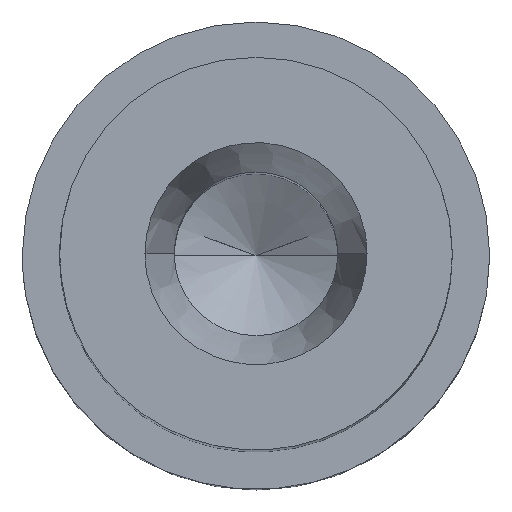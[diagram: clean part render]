
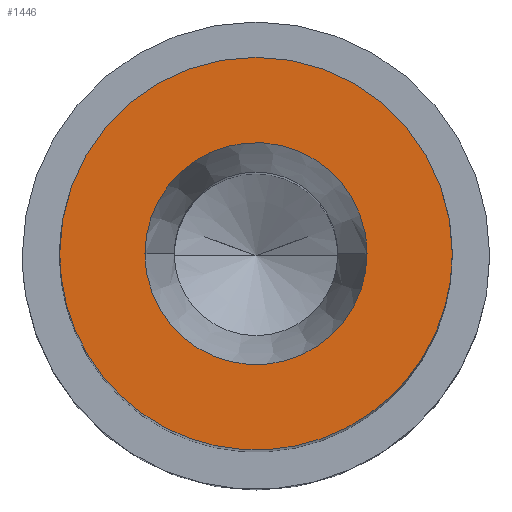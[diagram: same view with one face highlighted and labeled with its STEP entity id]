
A CAD part, top view. The second image highlights one B-rep face of the part: STEP entity #1446.
In plain terms, the highlighted planar face has unit normal (0, 0, 1).
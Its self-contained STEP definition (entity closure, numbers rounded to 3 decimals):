
#1280=AXIS2_PLACEMENT_3D('Circle Axis2P3D',#1278,#1279,$) ;
#1392=AXIS2_PLACEMENT_3D('Plane Axis2P3D',#1389,#1390,#1391) ;
#1275=CARTESIAN_POINT('Vertex',(0.16,1.,15.5)) ;
#1278=CARTESIAN_POINT('Axis2P3D Location',(1.,1.,15.5)) ;
#1282=CARTESIAN_POINT('Vertex',(1.84,1.,15.5)) ;
#1306=CARTESIAN_POINT('Control Point',(1.84,1.,15.5)) ;
#1307=CARTESIAN_POINT('Control Point',(1.84,0.736,15.5)) ;
#1308=CARTESIAN_POINT('Control Point',(1.736,0.472,15.5)) ;
#1309=CARTESIAN_POINT('Control Point',(1.528,0.264,15.5)) ;
#1310=CARTESIAN_POINT('Control Point',(1.,0.056,15.5)) ;
#1311=CARTESIAN_POINT('Control Point',(0.472,0.264,15.5)) ;
#1312=CARTESIAN_POINT('Control Point',(0.264,0.472,15.5)) ;
#1313=CARTESIAN_POINT('Control Point',(0.16,0.736,15.5)) ;
#1314=CARTESIAN_POINT('Control Point',(0.16,1.,15.5)) ;
#1389=CARTESIAN_POINT('Axis2P3D Location',(0.16,1.,15.5)) ;
#1399=CARTESIAN_POINT('Control Point',(0.525,1.,15.5)) ;
#1400=CARTESIAN_POINT('Control Point',(0.525,1.068,15.5)) ;
#1401=CARTESIAN_POINT('Control Point',(0.537,1.135,15.5)) ;
#1402=CARTESIAN_POINT('Control Point',(0.561,1.2,15.5)) ;
#1403=CARTESIAN_POINT('Control Point',(0.631,1.318,15.5)) ;
#1404=CARTESIAN_POINT('Control Point',(0.737,1.404,15.5)) ;
#1405=CARTESIAN_POINT('Control Point',(0.798,1.438,15.5)) ;
#1406=CARTESIAN_POINT('Control Point',(0.928,1.482,15.5)) ;
#1407=CARTESIAN_POINT('Control Point',(1.065,1.478,15.5)) ;
#1408=CARTESIAN_POINT('Control Point',(1.132,1.464,15.5)) ;
#1409=CARTESIAN_POINT('Control Point',(1.259,1.412,15.5)) ;
#1410=CARTESIAN_POINT('Control Point',(1.361,1.32,15.5)) ;
#1411=CARTESIAN_POINT('Control Point',(1.403,1.265,15.5)) ;
#1412=CARTESIAN_POINT('Control Point',(1.447,1.179,15.5)) ;
#1413=CARTESIAN_POINT('Control Point',(1.469,1.085,15.5)) ;
#1414=CARTESIAN_POINT('Control Point',(1.473,1.057,15.5)) ;
#1415=CARTESIAN_POINT('Control Point',(1.475,1.028,15.5)) ;
#1416=CARTESIAN_POINT('Control Point',(1.475,1.,15.5)) ;
#1417=CARTESIAN_POINT('Vertex',(0.525,1.,15.5)) ;
#1419=CARTESIAN_POINT('Vertex',(1.475,1.,15.5)) ;
#1423=CARTESIAN_POINT('Control Point',(1.475,1.,15.5)) ;
#1424=CARTESIAN_POINT('Control Point',(1.475,0.932,15.5)) ;
#1425=CARTESIAN_POINT('Control Point',(1.463,0.865,15.5)) ;
#1426=CARTESIAN_POINT('Control Point',(1.439,0.8,15.5)) ;
#1427=CARTESIAN_POINT('Control Point',(1.369,0.682,15.5)) ;
#1428=CARTESIAN_POINT('Control Point',(1.263,0.596,15.5)) ;
#1429=CARTESIAN_POINT('Control Point',(1.202,0.562,15.5)) ;
#1430=CARTESIAN_POINT('Control Point',(1.072,0.518,15.5)) ;
#1431=CARTESIAN_POINT('Control Point',(0.935,0.522,15.5)) ;
#1432=CARTESIAN_POINT('Control Point',(0.868,0.536,15.5)) ;
#1433=CARTESIAN_POINT('Control Point',(0.741,0.588,15.5)) ;
#1434=CARTESIAN_POINT('Control Point',(0.639,0.68,15.5)) ;
#1435=CARTESIAN_POINT('Control Point',(0.597,0.735,15.5)) ;
#1436=CARTESIAN_POINT('Control Point',(0.553,0.821,15.5)) ;
#1437=CARTESIAN_POINT('Control Point',(0.531,0.915,15.5)) ;
#1438=CARTESIAN_POINT('Control Point',(0.527,0.943,15.5)) ;
#1439=CARTESIAN_POINT('Control Point',(0.525,0.972,15.5)) ;
#1440=CARTESIAN_POINT('Control Point',(0.525,1.,15.5)) ;
#1279=DIRECTION('Axis2P3D Direction',(0.,0.,-1.)) ;
#1390=DIRECTION('Axis2P3D Direction',(0.,0.,1.)) ;
#1391=DIRECTION('Axis2P3D XDirection',(1.,0.,0.)) ;
#1395=ORIENTED_EDGE('',*,*,#1315,.F.) ;
#1396=ORIENTED_EDGE('',*,*,#1284,.F.) ;
#1443=ORIENTED_EDGE('',*,*,#1421,.T.) ;
#1444=ORIENTED_EDGE('',*,*,#1441,.T.) ;
#1445=FACE_BOUND('',#1442,.T.) ;
#1446=ADVANCED_FACE('MANIFOLD_SOLID_BREP #32',(#1397,#1445),#1393,.T.) ;
#1305=B_SPLINE_CURVE_WITH_KNOTS('',5,(#1306,#1307,#1308,#1309,#1310,#1311,#1312,#1313,#1314),.UNSPECIFIED.,.F.,.U.,(6,3,6),(-1.319,0.,1.319),.UNSPECIFIED.) ;
#1398=B_SPLINE_CURVE_WITH_KNOTS('',5,(#1399,#1400,#1401,#1402,#1403,#1404,#1405,#1406,#1407,#1408,#1409,#1410,#1411,#1412,#1413,#1414,#1415,#1416),.UNSPECIFIED.,.F.,.U.,(6,3,3,3,3,6),(0.,0.477,0.955,1.432,1.91,2.11),.UNSPECIFIED.) ;
#1422=B_SPLINE_CURVE_WITH_KNOTS('',5,(#1423,#1424,#1425,#1426,#1427,#1428,#1429,#1430,#1431,#1432,#1433,#1434,#1435,#1436,#1437,#1438,#1439,#1440),.UNSPECIFIED.,.F.,.U.,(6,3,3,3,3,6),(0.,0.477,0.955,1.432,1.91,2.11),.UNSPECIFIED.) ;
#1281=CIRCLE('generated circle',#1280,0.84) ;
#1284=EDGE_CURVE('',#1276,#1283,#1281,.T.) ;
#1315=EDGE_CURVE('',#1283,#1276,#1305,.T.) ;
#1421=EDGE_CURVE('',#1418,#1420,#1398,.T.) ;
#1441=EDGE_CURVE('',#1420,#1418,#1422,.T.) ;
#1394=EDGE_LOOP('',(#1395,#1396)) ;
#1442=EDGE_LOOP('',(#1443,#1444)) ;
#1397=FACE_OUTER_BOUND('',#1394,.T.) ;
#1393=PLANE('',#1392) ;
#1276=VERTEX_POINT('',#1275) ;
#1283=VERTEX_POINT('',#1282) ;
#1418=VERTEX_POINT('',#1417) ;
#1420=VERTEX_POINT('',#1419) ;
